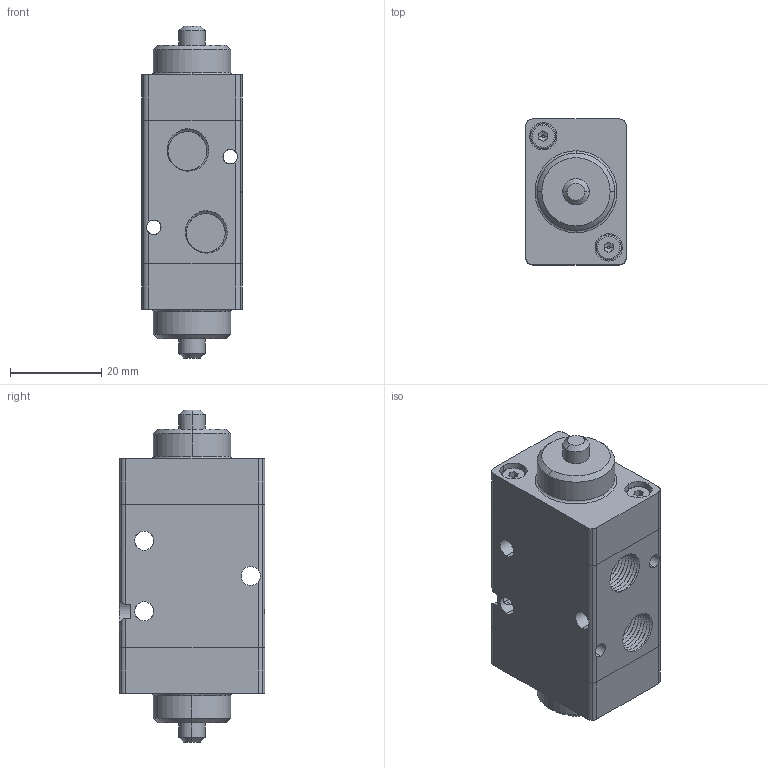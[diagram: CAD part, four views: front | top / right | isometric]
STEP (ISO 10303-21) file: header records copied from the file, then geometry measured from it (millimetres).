
FILE_DESCRIPTION((''),'2;1');
FILE_NAME('00_133_4.stp','2002-12-02T22:00:41',('Branislav Petkovic'),('AZ Pneumatica'),'AutoCAD STEP 2000i','AutoCAD 2000i','Via J. F. Kennedy, 26, 20020 Misinto (MI), ITALY');
FILE_SCHEMA(('CONFIG_CONTROL_DESIGN'));
Length unit declared in the file: millimetre
Products named in the file (5): 00_133_4; 321 TELO; PART1; X21 MEHANICKI; PART2
Assembly tree (5 placements, depth 3):
  00_133_4
    321 TELO
      PART1
    X21 MEHANICKI  x2
      PART2
Bounding box: 22 x 32 x 72.9 mm (x, y, z)
Surface area: 13284.6 mm2 (no closed solid volume)
Topology: 0 solids, 3 shells, 229 faces, 619 edges, 411 vertices
Faces by surface type: cylinder 132, plane 63, bspline 18, cone 16
Entity records: 14509 total; most frequent: CARTESIAN_POINT 10254, ORIENTED_EDGE 940, DIRECTION 755, EDGE_CURVE 470, VERTEX_POINT 312, AXIS2_PLACEMENT_3D 290, EDGE_LOOP 190, VECTOR 175
